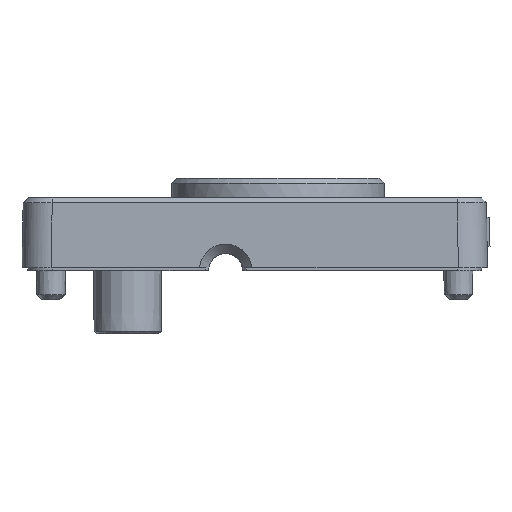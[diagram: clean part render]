
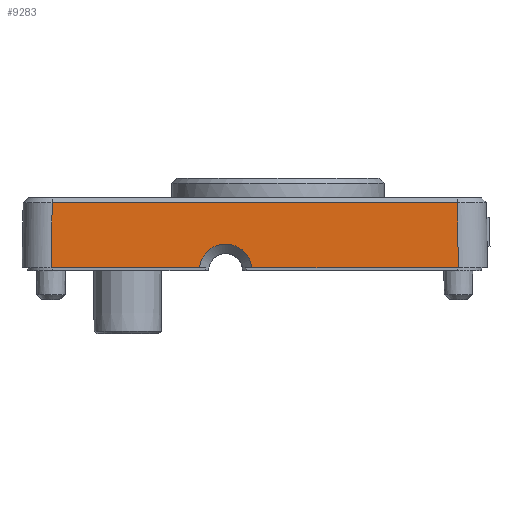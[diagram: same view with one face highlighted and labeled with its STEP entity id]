
A CAD part, front view. The second image highlights one B-rep face of the part: STEP entity #9283.
In plain terms, the highlighted planar face has unit normal (0, -1, 0.018).
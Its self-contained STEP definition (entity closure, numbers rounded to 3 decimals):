
#97 = CARTESIAN_POINT ( 'NONE',  ( -2.701, -24.995, 0.3 ) ) ;
#246 = CARTESIAN_POINT ( 'NONE',  ( 1.571, -24.961, 2.257 ) ) ;
#316 = CARTESIAN_POINT ( 'NONE',  ( -0.33, -24.952, 2.733 ) ) ;
#649 = EDGE_CURVE ( 'NONE', #6178, #12315, #5474, .T. ) ;
#783 = LINE ( 'NONE', #4154, #7745 ) ;
#938 = CARTESIAN_POINT ( 'NONE',  ( -17.995, -24.995, 0.3 ) ) ;
#1413 = EDGE_CURVE ( 'NONE', #8701, #12315, #783, .T. ) ;
#1601 = EDGE_CURVE ( 'NONE', #6178, #7827, #7941, .T. ) ;
#1762 = CARTESIAN_POINT ( 'NONE',  ( -17.878, -24.878, 6.991 ) ) ;
#2299 = CARTESIAN_POINT ( 'NONE',  ( 2.27, -24.973, 1.545 ) ) ;
#2327 = CARTESIAN_POINT ( 'NONE',  ( -2.666, -24.989, 0.63 ) ) ;
#2432 = DIRECTION ( 'NONE',  ( -1., 0., 0. ) ) ;
#2608 = VECTOR ( 'NONE', #12763, 1000. ) ;
#2912 = ORIENTED_EDGE ( 'NONE', *, *, #1413, .F. ) ;
#3189 = VERTEX_POINT ( 'NONE', #1762 ) ;
#4154 = CARTESIAN_POINT ( 'NONE',  ( -21., -24.995, 0.3 ) ) ;
#4642 = EDGE_CURVE ( 'NONE', #8701, #10586, #6024, .T. ) ;
#5430 = AXIS2_PLACEMENT_3D ( 'NONE', #7212, #9516, #8405 ) ;
#5474 = B_SPLINE_CURVE_WITH_KNOTS ( 'NONE', 3,
 ( #97, #2327, #11512, #14255, #10571, #12309, #13920, #13189, #316, #11129, #8618, #9013, #246, #11031, #2299, #8234, #8536, #9065 ),
 .UNSPECIFIED., .F., .F.,
 ( 4, 2, 2, 2, 2, 2, 2, 2, 4 ),
 ( 0.035, 0.151, 0.268, 0.384, 0.5, 0.616, 0.732, 0.849, 0.965 ),
 .UNSPECIFIED. ) ;
#5746 = CARTESIAN_POINT ( 'NONE',  ( -18.001, -25.001, -0.052 ) ) ;
#6024 = LINE ( 'NONE', #7852, #9167 ) ;
#6035 = PLANE ( 'NONE',  #5430 ) ;
#6162 = CARTESIAN_POINT ( 'NONE',  ( -21., -24.995, 0.3 ) ) ;
#6178 = VERTEX_POINT ( 'NONE', #11014 ) ;
#7017 = LINE ( 'NONE', #10603, #13180 ) ;
#7083 = CARTESIAN_POINT ( 'NONE',  ( 23.995, -24.995, 0.3 ) ) ;
#7212 = CARTESIAN_POINT ( 'NONE',  ( -21., -25., 0. ) ) ;
#7745 = VECTOR ( 'NONE', #9018, 1000. ) ;
#7827 = VERTEX_POINT ( 'NONE', #938 ) ;
#7852 = CARTESIAN_POINT ( 'NONE',  ( 23.987, -24.986, 0.785 ) ) ;
#7941 = LINE ( 'NONE', #6162, #14137 ) ;
#7960 = FACE_OUTER_BOUND ( 'NONE', #9762, .T. ) ;
#8234 = CARTESIAN_POINT ( 'NONE',  ( 2.57, -24.983, 0.954 ) ) ;
#8295 = CARTESIAN_POINT ( 'NONE',  ( 2.701, -24.995, 0.3 ) ) ;
#8405 = DIRECTION ( 'NONE',  ( 0., -0.017, -1. ) ) ;
#8536 = CARTESIAN_POINT ( 'NONE',  ( 2.666, -24.989, 0.629 ) ) ;
#8618 = CARTESIAN_POINT ( 'NONE',  ( 0.663, -24.953, 2.672 ) ) ;
#8653 = EDGE_CURVE ( 'NONE', #3189, #7827, #14697, .T. ) ;
#8701 = VERTEX_POINT ( 'NONE', #7083 ) ;
#8771 = ORIENTED_EDGE ( 'NONE', *, *, #9763, .T. ) ;
#8895 = ORIENTED_EDGE ( 'NONE', *, *, #8653, .T. ) ;
#9013 = CARTESIAN_POINT ( 'NONE',  ( 1.284, -24.958, 2.433 ) ) ;
#9018 = DIRECTION ( 'NONE',  ( -1., 0., 0. ) ) ;
#9065 = CARTESIAN_POINT ( 'NONE',  ( 2.701, -24.995, 0.3 ) ) ;
#9167 = VECTOR ( 'NONE', #14773, 1000. ) ;
#9248 = ORIENTED_EDGE ( 'NONE', *, *, #1601, .F. ) ;
#9283 = ADVANCED_FACE ( 'NONE', ( #7960 ), #6035, .T. ) ;
#9287 = ORIENTED_EDGE ( 'NONE', *, *, #649, .T. ) ;
#9516 = DIRECTION ( 'NONE',  ( 0., -1., 0.017 ) ) ;
#9762 = EDGE_LOOP ( 'NONE', ( #2912, #10818, #8771, #8895, #9248, #9287 ) ) ;
#9763 = EDGE_CURVE ( 'NONE', #10586, #3189, #7017, .T. ) ;
#10571 = CARTESIAN_POINT ( 'NONE',  ( -2.064, -24.968, 1.813 ) ) ;
#10586 = VERTEX_POINT ( 'NONE', #13267 ) ;
#10603 = CARTESIAN_POINT ( 'NONE',  ( -17.87, -24.878, 6.991 ) ) ;
#10818 = ORIENTED_EDGE ( 'NONE', *, *, #4642, .T. ) ;
#11014 = CARTESIAN_POINT ( 'NONE',  ( -2.701, -24.995, 0.3 ) ) ;
#11031 = CARTESIAN_POINT ( 'NONE',  ( 2.064, -24.968, 1.813 ) ) ;
#11129 = CARTESIAN_POINT ( 'NONE',  ( 0.331, -24.952, 2.733 ) ) ;
#11512 = CARTESIAN_POINT ( 'NONE',  ( -2.57, -24.983, 0.954 ) ) ;
#12309 = CARTESIAN_POINT ( 'NONE',  ( -1.571, -24.961, 2.257 ) ) ;
#12315 = VERTEX_POINT ( 'NONE', #8295 ) ;
#12763 = DIRECTION ( 'NONE',  ( -0.017, -0.017, -1. ) ) ;
#13180 = VECTOR ( 'NONE', #2432, 1000. ) ;
#13189 = CARTESIAN_POINT ( 'NONE',  ( -0.664, -24.953, 2.671 ) ) ;
#13267 = CARTESIAN_POINT ( 'NONE',  ( 23.878, -24.878, 6.991 ) ) ;
#13920 = CARTESIAN_POINT ( 'NONE',  ( -1.283, -24.958, 2.434 ) ) ;
#14137 = VECTOR ( 'NONE', #14707, 1000. ) ;
#14255 = CARTESIAN_POINT ( 'NONE',  ( -2.27, -24.973, 1.544 ) ) ;
#14697 = LINE ( 'NONE', #5746, #2608 ) ;
#14707 = DIRECTION ( 'NONE',  ( -1., 0., 0. ) ) ;
#14773 = DIRECTION ( 'NONE',  ( -0.017, 0.017, 1. ) ) ;
